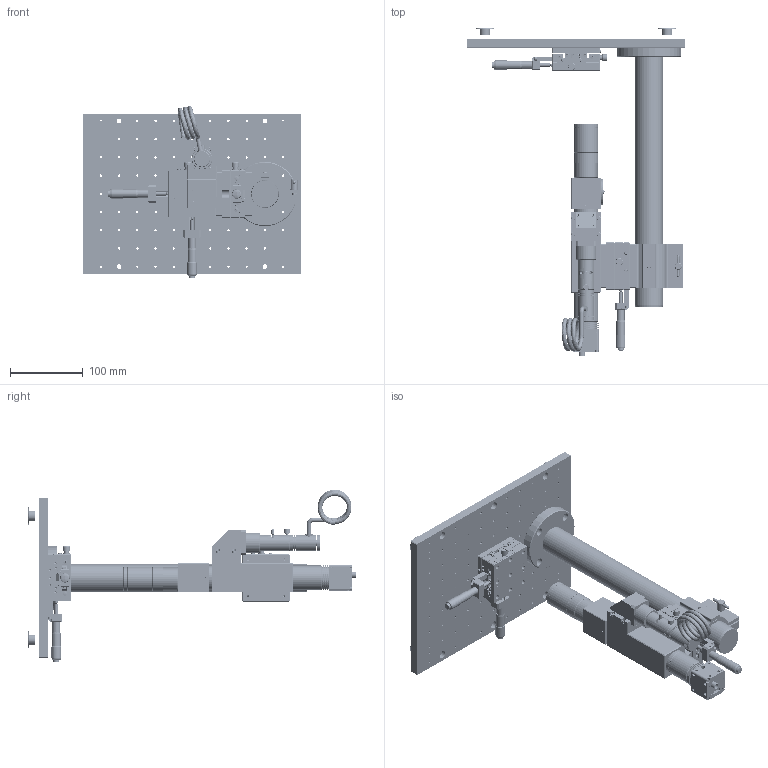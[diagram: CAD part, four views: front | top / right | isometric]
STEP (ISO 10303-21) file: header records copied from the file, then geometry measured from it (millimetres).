
FILE_DESCRIPTION(/* description */ (''),/* implementation_level */ '2;1');
FILE_NAME(/* name */ 'OUCI Raman Application.stp',/* time_stamp */ '2023-05-05T15:21:20-07:00',/* author */ ('sean'),/* organization */ (''),/* preprocessor_version */ 'ST-DEVELOPER v18.1',/* originating_system */ 'Autodesk Inventor 2022',/* authorisation */ '');
FILE_SCHEMA (('AUTOMOTIVE_DESIGN { 1 0 10303 214 3 1 1 }'));
Length unit declared in the file: millimetre
Products named in the file (13): OUCI Raman Application; OUCI-2; DIMC; POSB-355UN; POS-14INEE-C1-S01; POSB-60-SET-C1; PS-S - just Breadboard; STC_MCS123BU3V; SLSI-22W test; TSD-651C25-M6; PAL-20-NIR-LC00; SP-OUCI-65X65; TSD-652C25-M6
Assembly tree (12 placements, depth 3):
  OUCI Raman Application
    OUCI-2
    DIMC
    POSB-355UN
      POS-14INEE-C1-S01
      POSB-60-SET-C1
    PS-S - just Breadboard
    STC_MCS123BU3V
    SLSI-22W test
    TSD-651C25-M6
    PAL-20-NIR-LC00
    SP-OUCI-65X65
    TSD-652C25-M6
Bounding box: 300 x 450.48 x 236.69 mm (x, y, z)
Volume: 2134464.5 mm3; surface area: 477012.1 mm2
Topology: 15 solids, 100 shells, 3201 faces, 7519 edges, 4868 vertices
Faces by surface type: plane 1828, cylinder 944, cone 384, sphere 33, torus 11, bspline 1
Full cylindrical faces by diameter (mm): 1.6 x3, 1.7 x1, 2 x41, 2.1 x5, 2.2 x24, 2.4 x7, 2.6 x39, 3 x75, 3.2 x101, 3.242 x21, 3.5 x8, 4 x37, 4.1 x3, 4.134 x1, 4.3 x3, 4.5 x26, 4.6 x3, 5 x35, 5.1 x1, 5.5 x16, 5.6 x1, 5.9 x1, 6 x51, 6.35 x2, 6.5 x7, 7 x29, 7.3 x7, 7.5 x3, 8 x18, 8.5 x6
Entity records: 94792 total; most frequent: CARTESIAN_POINT 18370, DIRECTION 16195, ORIENTED_EDGE 14838, EDGE_CURVE 7419, AXIS2_PLACEMENT_3D 5972, VERTEX_POINT 4851, LINE 4251, VECTOR 4251
